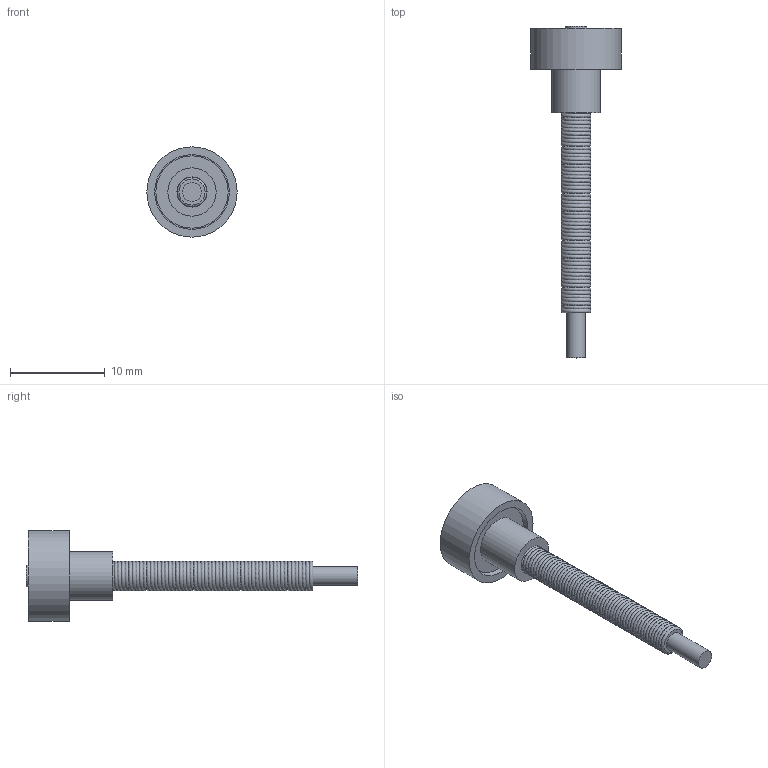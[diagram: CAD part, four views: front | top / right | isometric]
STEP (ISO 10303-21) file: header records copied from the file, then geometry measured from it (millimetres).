
FILE_DESCRIPTION((''),'2;1');
FILE_NAME('LLB205.stp','2010-11-09T15:06:06',('thomasl'),(''),'Autodesk Inventor 2008','Autodesk Inventor 2008','');
FILE_SCHEMA(('AUTOMOTIVE_DESIGN { 1 0 10303 214 1 1 1 1 }'));
Length unit declared in the file: inch
Products named in the file (2): LLB205; CABLE
Assembly tree (1 placements, depth 2):
  LLB205
    CABLE
Bounding box: 9.53 x 34.99 x 9.53 mm (x, y, z)
Volume: 470.9 mm3; surface area: 1041.4 mm2
Topology: 1 solids, 2 shells, 90 faces, 171 edges, 91 vertices
Faces by surface type: bspline 70, plane 10, cylinder 8, sphere 1, torus 1
Full cylindrical faces by diameter (mm): 1.943 x1, 2.007 x1, 2.286 x1, 3.175 x1, 5.08 x1, 7.62 x1, 7.874 x1, 9.525 x1
Entity records: 7158 total; most frequent: CARTESIAN_POINT 5869, DIRECTION 222, ORIENTED_EDGE 176, EDGE_LOOP 176, AXIS2_PLACEMENT_3D 111, FACE_OUTER_BOUND 90, ADVANCED_FACE 90, VERTEX_POINT 88
